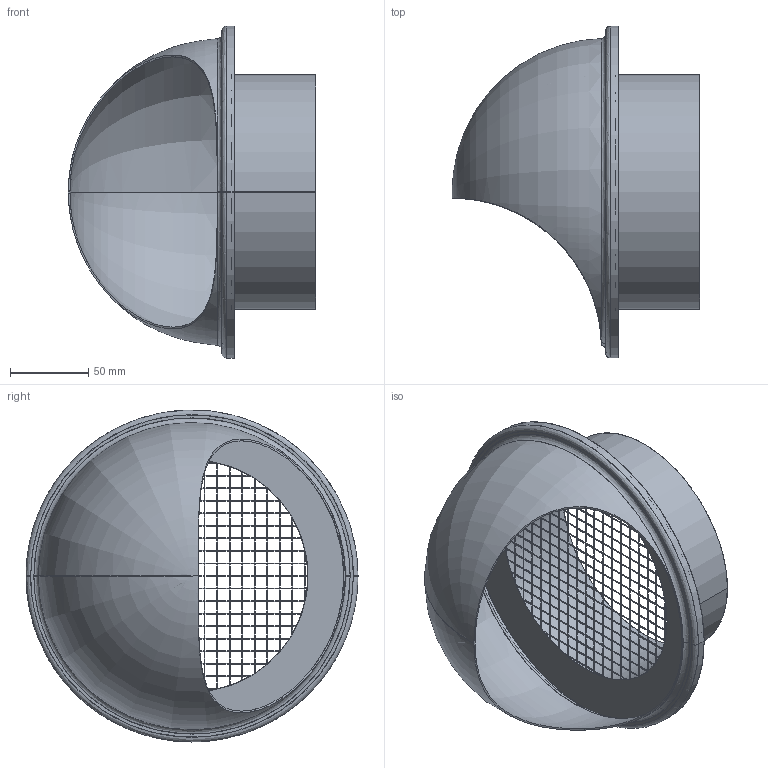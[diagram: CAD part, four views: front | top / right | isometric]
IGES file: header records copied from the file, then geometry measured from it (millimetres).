
Start section: SolidWorks IGES file using analytic representation for surfaces
Global section: file name: LH-V2A 15.IGS; native system: SolidWorks 2017; preprocessor: SolidWorks 2017; author: Qube3-CAD; date: 200605.155710; units: millimetre
Bounding box: 158 x 212 x 212 mm (x, y, z)
Surface area: 182109.3 mm2 (no closed solid volume)
Topology: 0 solids, 0 shells, 1180 faces, 8294 edges, 8293 vertices
Faces by surface type: bspline 1167, revolution 13
